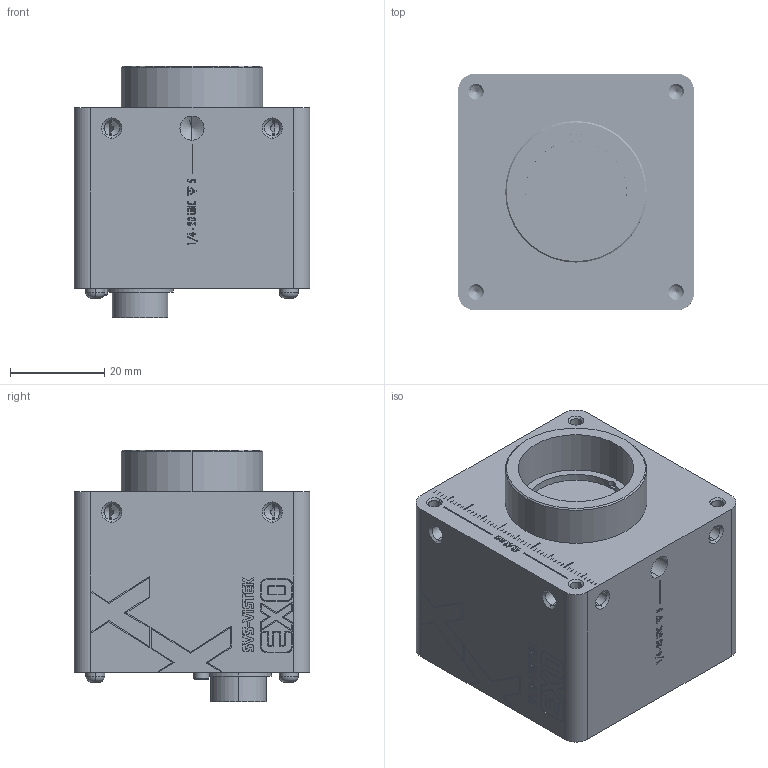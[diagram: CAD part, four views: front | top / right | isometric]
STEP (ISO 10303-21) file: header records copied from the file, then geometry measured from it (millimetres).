
FILE_DESCRIPTION (( 'STEP AP214' ), '1' );
FILE_NAME ('F001627-01006 EXO4000MU3.STEP', '2018-08-30T14:48:59', ( '' ), ( '' ), 'SwSTEP 2.0', 'SolidWorks 2014', '' );
FILE_SCHEMA (( 'AUTOMOTIVE_DESIGN' ));
Length unit declared in the file: millimetre
Products named in the file (13): B004210_EXO_Interface_USB3_Step; E004012-01001_Deckglas_d24x1; N000061-00000 Schraube M2x12 Torx ISO14583_M2x12; E002594-02001 EXO Frontplatte CMV4000 mit Laserbeschriftung_EXO Frontplatte CMV4000; E002394-02001 EXO Rückplatte U3V_Step; E000002-01001 Abstandshalter M2x5_Abstandshalter M2x5; N000068-00000 Abstandsbolzen M2x8_Abstandshalter M2x8; N000069-00000 Druckfeder VD_145A_2; E002464-01001 EXO Kühlblech FPGA USB3; E002082 Lichtleiter Mentor 1282.2000; E002081-01001 Connector HRS10A-12R-12PB; E002640-02001 Filterhalter C-Mount Sternform mit Elox und Gleitlack; F001627-01006 EXO4000MU3
Assembly tree (24 placements, depth 2):
  F001627-01006 EXO4000MU3
    E002594-02001 EXO Frontplatte CMV4000 mit Laserbeschriftung_EXO Frontplatte CMV4000
    E004012-01001_Deckglas_d24x1
    E002640-02001 Filterhalter C-Mount Sternform mit Elox und Gleitlack
    E000002-01001 Abstandshalter M2x5_Abstandshalter M2x5  x4
    N000068-00000 Abstandsbolzen M2x8_Abstandshalter M2x8  x4
    E002394-02001 EXO Rückplatte U3V_Step
    N000069-00000 Druckfeder VD_145A_2  x4
    N000061-00000 Schraube M2x12 Torx ISO14583_M2x12  x4
    E002082 Lichtleiter Mentor 1282.2000
    E002464-01001 EXO Kühlblech FPGA USB3
    B004210_EXO_Interface_USB3_Step
    E002081-01001 Connector HRS10A-12R-12PB
Bounding box: 50 x 50 x 53.39 mm (x, y, z)
Volume: 35013.1 mm3; surface area: 37401.9 mm2
Topology: 38 solids, 38 shells, 3788 faces, 9502 edges, 5993 vertices
Faces by surface type: plane 1578, bspline 1029, cylinder 647, cone 498, sphere 24, torus 12
Entity records: 126558 total; most frequent: CARTESIAN_POINT 50787, ORIENTED_EDGE 14768, DIRECTION 10611, EDGE_CURVE 7384, VERTEX_POINT 4817, LINE 4693, VECTOR 4693, EDGE_LOOP 3179
